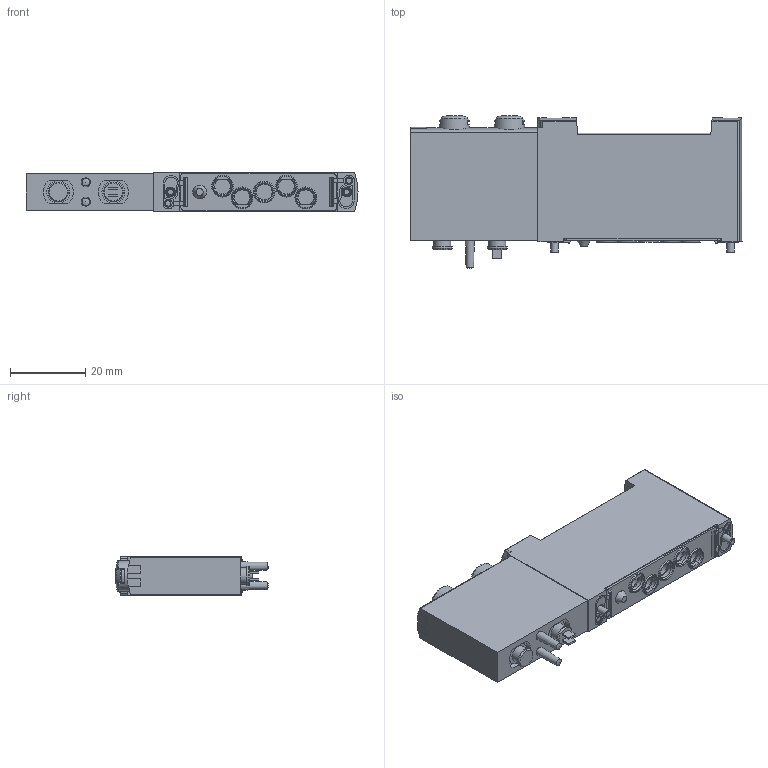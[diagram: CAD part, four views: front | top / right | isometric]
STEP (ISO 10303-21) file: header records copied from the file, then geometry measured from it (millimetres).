
FILE_DESCRIPTION(/* description */ ('STEP AP214'),/* implementation_level */ '2;1');
FILE_NAME(/* name */ '8041889_VUVG-B10-M52-RZT-F-1T1L-EX2C',/* time_stamp */ '2024-09-17T11:41:32+02:00',/* author */ ('License CC BY-ND 4.0'),/* organization */ ('CADENAS'),/* preprocessor_version */ 'ST-DEVELOPER v19.3',/* originating_system */ 'PARTsolutions',/* authorisation */ ' ');
FILE_SCHEMA (('AUTOMOTIVE_DESIGN {1 0 10303 214 3 1 1}'));
Length unit declared in the file: millimetre
Products named in the file (4): 8041889 VUVG-B10-M52-RZT-F-1T1L-EX2C; 575203 VUVG-B-10-M52-RZT-F--1T1--L---EX2C---(G); 8086666 M2X34-10.9-Z; 738315 VABD-L1-10B-S-M7---(DR)
Assembly tree (4 placements, depth 2):
  8041889 VUVG-B10-M52-RZT-F-1T1L-EX2C
    575203 VUVG-B-10-M52-RZT-F--1T1--L---EX2C---(G)
    8086666 M2X34-10.9-Z  x2
    738315 VABD-L1-10B-S-M7---(DR)
Bounding box: 88.5 x 40.62 x 10.25 mm (x, y, z)
Volume: 26066.1 mm3; surface area: 11024.3 mm2
Topology: 4 solids, 4 shells, 434 faces, 1095 edges, 716 vertices
Faces by surface type: plane 261, cylinder 107, cone 32, torus 26, sphere 8
Full cylindrical faces by diameter (mm): 1.5 x2, 1.69 x2, 2 x2, 2.65 x2, 3.9 x2, 4.2 x6, 4.5 x2, 5.3 x2, 5.5 x1, 5.6 x10, 6.1 x2, 8.1 x2
Entity records: 11971 total; most frequent: CARTESIAN_POINT 2162, DIRECTION 2069, ORIENTED_EDGE 1868, EDGE_CURVE 934, AXIS2_PLACEMENT_3D 759, VERTEX_POINT 654, EDGE_LOOP 558, FACE_BOUND 558
